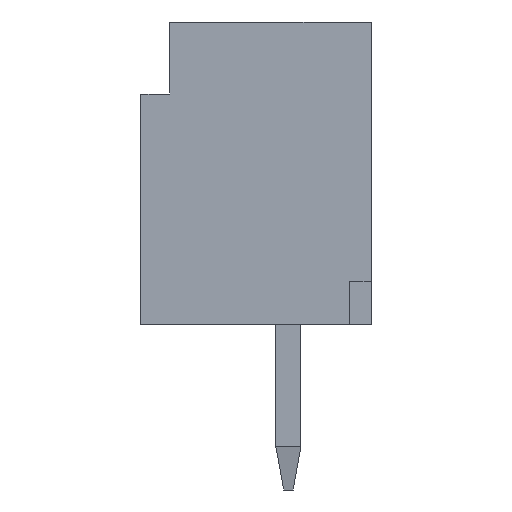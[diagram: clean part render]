
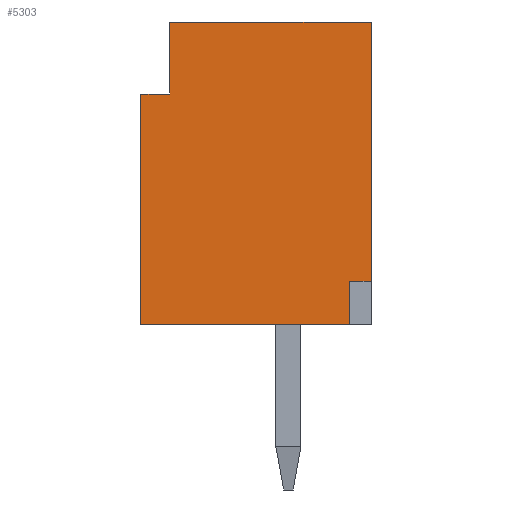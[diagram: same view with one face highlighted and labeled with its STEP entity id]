
A CAD part, left-side view. The second image highlights one B-rep face of the part: STEP entity #5303.
In plain terms, the highlighted planar face has unit normal (-1, 0, 0).
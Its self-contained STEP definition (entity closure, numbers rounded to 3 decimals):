
#111 = PLANE('',#112);
#112 = AXIS2_PLACEMENT_3D('',#113,#114,#115);
#113 = CARTESIAN_POINT('',(9.,-1.15,0.));
#114 = DIRECTION('',(0.,-1.,0.));
#115 = DIRECTION('',(0.,0.,1.));
#139 = PLANE('',#140);
#140 = AXIS2_PLACEMENT_3D('',#141,#142,#143);
#141 = CARTESIAN_POINT('',(9.,-1.15,4.2));
#142 = DIRECTION('',(0.,0.,1.));
#143 = DIRECTION('',(0.,1.,0.));
#223 = PLANE('',#224);
#224 = AXIS2_PLACEMENT_3D('',#225,#226,#227);
#225 = CARTESIAN_POINT('',(9.,2.05,4.2));
#226 = DIRECTION('',(0.,1.,0.));
#227 = DIRECTION('',(0.,0.,-1.));
#1107 = PLANE('',#1108);
#1108 = AXIS2_PLACEMENT_3D('',#1109,#1110,#1111);
#1109 = CARTESIAN_POINT('',(9.,2.05,0.));
#1110 = DIRECTION('',(0.,0.,-1.));
#1111 = DIRECTION('',(0.,-1.,0.));
#1148 = VERTEX_POINT('',#1149);
#1149 = CARTESIAN_POINT('',(-1.5,-1.15,0.6));
#1163 = PLANE('',#1164);
#1164 = AXIS2_PLACEMENT_3D('',#1165,#1166,#1167);
#1165 = CARTESIAN_POINT('',(-0.925,-1.15,0.6));
#1166 = DIRECTION('',(0.,0.,1.));
#1167 = DIRECTION('',(-1.,0.,0.));
#1175 = EDGE_CURVE('',#1148,#1176,#1178,.T.);
#1176 = VERTEX_POINT('',#1177);
#1177 = CARTESIAN_POINT('',(-1.5,-1.15,4.2));
#1178 = SURFACE_CURVE('',#1179,(#1183,#1190),.PCURVE_S1.);
#1179 = LINE('',#1180,#1181);
#1180 = CARTESIAN_POINT('',(-1.5,-1.15,0.6));
#1181 = VECTOR('',#1182,1.);
#1182 = DIRECTION('',(0.,0.,1.));
#1183 = PCURVE('',#111,#1184);
#1184 = DEFINITIONAL_REPRESENTATION('',(#1185),#1189);
#1185 = LINE('',#1186,#1187);
#1186 = CARTESIAN_POINT('',(0.6,10.5));
#1187 = VECTOR('',#1188,1.);
#1188 = DIRECTION('',(1.,0.));
#1189 = ( GEOMETRIC_REPRESENTATION_CONTEXT(2) 
PARAMETRIC_REPRESENTATION_CONTEXT() REPRESENTATION_CONTEXT('2D SPACE',''
  ) );
#1190 = PCURVE('',#1191,#1196);
#1191 = PLANE('',#1192);
#1192 = AXIS2_PLACEMENT_3D('',#1193,#1194,#1195);
#1193 = CARTESIAN_POINT('',(-1.5,0.45,2.1));
#1194 = DIRECTION('',(-1.,0.,0.));
#1195 = DIRECTION('',(0.,0.,-1.));
#1196 = DEFINITIONAL_REPRESENTATION('',(#1197),#1201);
#1197 = LINE('',#1198,#1199);
#1198 = CARTESIAN_POINT('',(1.5,1.6));
#1199 = VECTOR('',#1200,1.);
#1200 = DIRECTION('',(-1.,0.));
#1201 = ( GEOMETRIC_REPRESENTATION_CONTEXT(2) 
PARAMETRIC_REPRESENTATION_CONTEXT() REPRESENTATION_CONTEXT('2D SPACE',''
  ) );
#1834 = EDGE_CURVE('',#1176,#1835,#1837,.T.);
#1835 = VERTEX_POINT('',#1836);
#1836 = CARTESIAN_POINT('',(-1.5,1.65,4.2));
#1837 = SURFACE_CURVE('',#1838,(#1842,#1849),.PCURVE_S1.);
#1838 = LINE('',#1839,#1840);
#1839 = CARTESIAN_POINT('',(-1.5,-1.15,4.2));
#1840 = VECTOR('',#1841,1.);
#1841 = DIRECTION('',(0.,1.,0.));
#1842 = PCURVE('',#139,#1843);
#1843 = DEFINITIONAL_REPRESENTATION('',(#1844),#1848);
#1844 = LINE('',#1845,#1846);
#1845 = CARTESIAN_POINT('',(0.,10.5));
#1846 = VECTOR('',#1847,1.);
#1847 = DIRECTION('',(1.,0.));
#1848 = ( GEOMETRIC_REPRESENTATION_CONTEXT(2) 
PARAMETRIC_REPRESENTATION_CONTEXT() REPRESENTATION_CONTEXT('2D SPACE',''
  ) );
#1849 = PCURVE('',#1191,#1850);
#1850 = DEFINITIONAL_REPRESENTATION('',(#1851),#1855);
#1851 = LINE('',#1852,#1853);
#1852 = CARTESIAN_POINT('',(-2.1,1.6));
#1853 = VECTOR('',#1854,1.);
#1854 = DIRECTION('',(0.,-1.));
#1855 = ( GEOMETRIC_REPRESENTATION_CONTEXT(2) 
PARAMETRIC_REPRESENTATION_CONTEXT() REPRESENTATION_CONTEXT('2D SPACE',''
  ) );
#1873 = PLANE('',#1874);
#1874 = AXIS2_PLACEMENT_3D('',#1875,#1876,#1877);
#1875 = CARTESIAN_POINT('',(8.4,1.65,4.2));
#1876 = DIRECTION('',(0.,1.,0.));
#1877 = DIRECTION('',(-1.,0.,0.));
#2303 = VERTEX_POINT('',#2304);
#2304 = CARTESIAN_POINT('',(-1.5,2.05,3.2));
#2318 = PLANE('',#2319);
#2319 = AXIS2_PLACEMENT_3D('',#2320,#2321,#2322);
#2320 = CARTESIAN_POINT('',(-0.55,2.05,3.2));
#2321 = DIRECTION('',(0.,0.,-1.));
#2322 = DIRECTION('',(-1.,0.,0.));
#2330 = EDGE_CURVE('',#2303,#2331,#2333,.T.);
#2331 = VERTEX_POINT('',#2332);
#2332 = CARTESIAN_POINT('',(-1.5,2.05,0.));
#2333 = SURFACE_CURVE('',#2334,(#2338,#2345),.PCURVE_S1.);
#2334 = LINE('',#2335,#2336);
#2335 = CARTESIAN_POINT('',(-1.5,2.05,3.2));
#2336 = VECTOR('',#2337,1.);
#2337 = DIRECTION('',(0.,0.,-1.));
#2338 = PCURVE('',#223,#2339);
#2339 = DEFINITIONAL_REPRESENTATION('',(#2340),#2344);
#2340 = LINE('',#2341,#2342);
#2341 = CARTESIAN_POINT('',(1.,10.5));
#2342 = VECTOR('',#2343,1.);
#2343 = DIRECTION('',(1.,0.));
#2344 = ( GEOMETRIC_REPRESENTATION_CONTEXT(2) 
PARAMETRIC_REPRESENTATION_CONTEXT() REPRESENTATION_CONTEXT('2D SPACE',''
  ) );
#2345 = PCURVE('',#1191,#2346);
#2346 = DEFINITIONAL_REPRESENTATION('',(#2347),#2351);
#2347 = LINE('',#2348,#2349);
#2348 = CARTESIAN_POINT('',(-1.1,-1.6));
#2349 = VECTOR('',#2350,1.);
#2350 = DIRECTION('',(1.,0.));
#2351 = ( GEOMETRIC_REPRESENTATION_CONTEXT(2) 
PARAMETRIC_REPRESENTATION_CONTEXT() REPRESENTATION_CONTEXT('2D SPACE',''
  ) );
#5133 = EDGE_CURVE('',#2331,#5134,#5136,.T.);
#5134 = VERTEX_POINT('',#5135);
#5135 = CARTESIAN_POINT('',(-1.5,-0.85,0.));
#5136 = SURFACE_CURVE('',#5137,(#5141,#5148),.PCURVE_S1.);
#5137 = LINE('',#5138,#5139);
#5138 = CARTESIAN_POINT('',(-1.5,2.05,0.));
#5139 = VECTOR('',#5140,1.);
#5140 = DIRECTION('',(0.,-1.,0.));
#5141 = PCURVE('',#1107,#5142);
#5142 = DEFINITIONAL_REPRESENTATION('',(#5143),#5147);
#5143 = LINE('',#5144,#5145);
#5144 = CARTESIAN_POINT('',(0.,10.5));
#5145 = VECTOR('',#5146,1.);
#5146 = DIRECTION('',(1.,0.));
#5147 = ( GEOMETRIC_REPRESENTATION_CONTEXT(2) 
PARAMETRIC_REPRESENTATION_CONTEXT() REPRESENTATION_CONTEXT('2D SPACE',''
  ) );
#5148 = PCURVE('',#1191,#5149);
#5149 = DEFINITIONAL_REPRESENTATION('',(#5150),#5154);
#5150 = LINE('',#5151,#5152);
#5151 = CARTESIAN_POINT('',(2.1,-1.6));
#5152 = VECTOR('',#5153,1.);
#5153 = DIRECTION('',(0.,1.));
#5154 = ( GEOMETRIC_REPRESENTATION_CONTEXT(2) 
PARAMETRIC_REPRESENTATION_CONTEXT() REPRESENTATION_CONTEXT('2D SPACE',''
  ) );
#5172 = PLANE('',#5173);
#5173 = AXIS2_PLACEMENT_3D('',#5174,#5175,#5176);
#5174 = CARTESIAN_POINT('',(9.,-0.85,0.));
#5175 = DIRECTION('',(0.,-1.,0.));
#5176 = DIRECTION('',(1.,0.,0.));
#5258 = EDGE_CURVE('',#1148,#5259,#5261,.T.);
#5259 = VERTEX_POINT('',#5260);
#5260 = CARTESIAN_POINT('',(-1.5,-0.85,0.6));
#5261 = SURFACE_CURVE('',#5262,(#5266,#5273),.PCURVE_S1.);
#5262 = LINE('',#5263,#5264);
#5263 = CARTESIAN_POINT('',(-1.5,-1.15,0.6));
#5264 = VECTOR('',#5265,1.);
#5265 = DIRECTION('',(0.,1.,0.));
#5266 = PCURVE('',#1163,#5267);
#5267 = DEFINITIONAL_REPRESENTATION('',(#5268),#5272);
#5268 = LINE('',#5269,#5270);
#5269 = CARTESIAN_POINT('',(0.575,0.));
#5270 = VECTOR('',#5271,1.);
#5271 = DIRECTION('',(0.,-1.));
#5272 = ( GEOMETRIC_REPRESENTATION_CONTEXT(2) 
PARAMETRIC_REPRESENTATION_CONTEXT() REPRESENTATION_CONTEXT('2D SPACE',''
  ) );
#5273 = PCURVE('',#1191,#5274);
#5274 = DEFINITIONAL_REPRESENTATION('',(#5275),#5279);
#5275 = LINE('',#5276,#5277);
#5276 = CARTESIAN_POINT('',(1.5,1.6));
#5277 = VECTOR('',#5278,1.);
#5278 = DIRECTION('',(0.,-1.));
#5279 = ( GEOMETRIC_REPRESENTATION_CONTEXT(2) 
PARAMETRIC_REPRESENTATION_CONTEXT() REPRESENTATION_CONTEXT('2D SPACE',''
  ) );
#5303 = ADVANCED_FACE('',(#5304),#1191,.T.);
#5304 = FACE_BOUND('',#5305,.F.);
#5305 = EDGE_LOOP('',(#5306,#5307,#5308,#5329,#5330,#5331,#5354,#5375));
#5306 = ORIENTED_EDGE('',*,*,#1175,.F.);
#5307 = ORIENTED_EDGE('',*,*,#5258,.T.);
#5308 = ORIENTED_EDGE('',*,*,#5309,.F.);
#5309 = EDGE_CURVE('',#5134,#5259,#5310,.T.);
#5310 = SURFACE_CURVE('',#5311,(#5315,#5322),.PCURVE_S1.);
#5311 = LINE('',#5312,#5313);
#5312 = CARTESIAN_POINT('',(-1.5,-0.85,0.));
#5313 = VECTOR('',#5314,1.);
#5314 = DIRECTION('',(0.,0.,1.));
#5315 = PCURVE('',#1191,#5316);
#5316 = DEFINITIONAL_REPRESENTATION('',(#5317),#5321);
#5317 = LINE('',#5318,#5319);
#5318 = CARTESIAN_POINT('',(2.1,1.3));
#5319 = VECTOR('',#5320,1.);
#5320 = DIRECTION('',(-1.,0.));
#5321 = ( GEOMETRIC_REPRESENTATION_CONTEXT(2) 
PARAMETRIC_REPRESENTATION_CONTEXT() REPRESENTATION_CONTEXT('2D SPACE',''
  ) );
#5322 = PCURVE('',#5172,#5323);
#5323 = DEFINITIONAL_REPRESENTATION('',(#5324),#5328);
#5324 = LINE('',#5325,#5326);
#5325 = CARTESIAN_POINT('',(-10.5,0.));
#5326 = VECTOR('',#5327,1.);
#5327 = DIRECTION('',(0.,1.));
#5328 = ( GEOMETRIC_REPRESENTATION_CONTEXT(2) 
PARAMETRIC_REPRESENTATION_CONTEXT() REPRESENTATION_CONTEXT('2D SPACE',''
  ) );
#5329 = ORIENTED_EDGE('',*,*,#5133,.F.);
#5330 = ORIENTED_EDGE('',*,*,#2330,.F.);
#5331 = ORIENTED_EDGE('',*,*,#5332,.T.);
#5332 = EDGE_CURVE('',#2303,#5333,#5335,.T.);
#5333 = VERTEX_POINT('',#5334);
#5334 = CARTESIAN_POINT('',(-1.5,1.65,3.2));
#5335 = SURFACE_CURVE('',#5336,(#5340,#5347),.PCURVE_S1.);
#5336 = LINE('',#5337,#5338);
#5337 = CARTESIAN_POINT('',(-1.5,2.05,3.2));
#5338 = VECTOR('',#5339,1.);
#5339 = DIRECTION('',(0.,-1.,0.));
#5340 = PCURVE('',#1191,#5341);
#5341 = DEFINITIONAL_REPRESENTATION('',(#5342),#5346);
#5342 = LINE('',#5343,#5344);
#5343 = CARTESIAN_POINT('',(-1.1,-1.6));
#5344 = VECTOR('',#5345,1.);
#5345 = DIRECTION('',(0.,1.));
#5346 = ( GEOMETRIC_REPRESENTATION_CONTEXT(2) 
PARAMETRIC_REPRESENTATION_CONTEXT() REPRESENTATION_CONTEXT('2D SPACE',''
  ) );
#5347 = PCURVE('',#2318,#5348);
#5348 = DEFINITIONAL_REPRESENTATION('',(#5349),#5353);
#5349 = LINE('',#5350,#5351);
#5350 = CARTESIAN_POINT('',(0.95,0.));
#5351 = VECTOR('',#5352,1.);
#5352 = DIRECTION('',(0.,-1.));
#5353 = ( GEOMETRIC_REPRESENTATION_CONTEXT(2) 
PARAMETRIC_REPRESENTATION_CONTEXT() REPRESENTATION_CONTEXT('2D SPACE',''
  ) );
#5354 = ORIENTED_EDGE('',*,*,#5355,.F.);
#5355 = EDGE_CURVE('',#1835,#5333,#5356,.T.);
#5356 = SURFACE_CURVE('',#5357,(#5361,#5368),.PCURVE_S1.);
#5357 = LINE('',#5358,#5359);
#5358 = CARTESIAN_POINT('',(-1.5,1.65,4.2));
#5359 = VECTOR('',#5360,1.);
#5360 = DIRECTION('',(0.,0.,-1.));
#5361 = PCURVE('',#1191,#5362);
#5362 = DEFINITIONAL_REPRESENTATION('',(#5363),#5367);
#5363 = LINE('',#5364,#5365);
#5364 = CARTESIAN_POINT('',(-2.1,-1.2));
#5365 = VECTOR('',#5366,1.);
#5366 = DIRECTION('',(1.,0.));
#5367 = ( GEOMETRIC_REPRESENTATION_CONTEXT(2) 
PARAMETRIC_REPRESENTATION_CONTEXT() REPRESENTATION_CONTEXT('2D SPACE',''
  ) );
#5368 = PCURVE('',#1873,#5369);
#5369 = DEFINITIONAL_REPRESENTATION('',(#5370),#5374);
#5370 = LINE('',#5371,#5372);
#5371 = CARTESIAN_POINT('',(9.9,0.));
#5372 = VECTOR('',#5373,1.);
#5373 = DIRECTION('',(0.,-1.));
#5374 = ( GEOMETRIC_REPRESENTATION_CONTEXT(2) 
PARAMETRIC_REPRESENTATION_CONTEXT() REPRESENTATION_CONTEXT('2D SPACE',''
  ) );
#5375 = ORIENTED_EDGE('',*,*,#1834,.F.);
